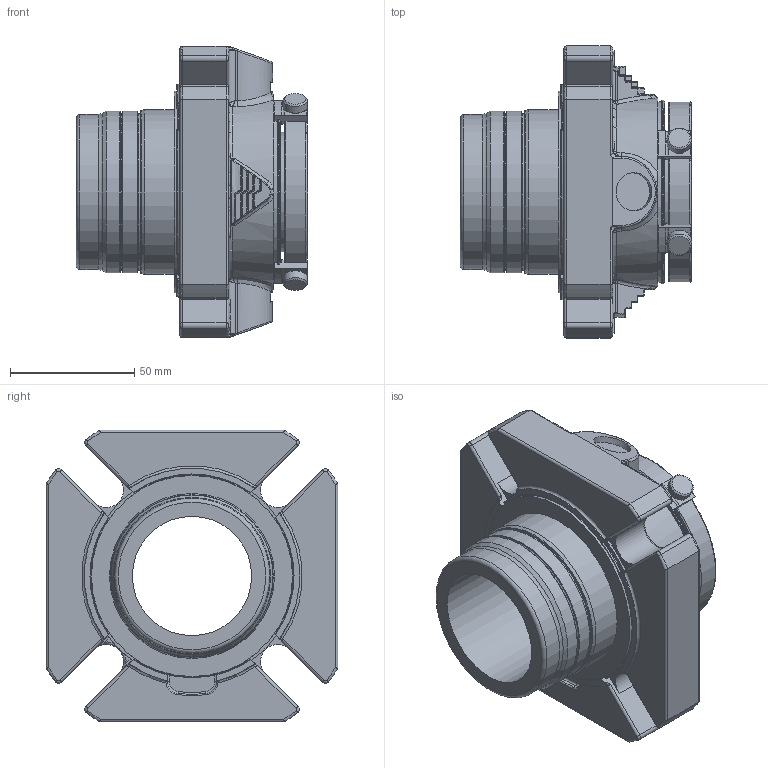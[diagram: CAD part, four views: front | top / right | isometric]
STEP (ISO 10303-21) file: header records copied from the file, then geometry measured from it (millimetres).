
FILE_DESCRIPTION(/* description */ ('Unknown'),/* implementation_level */ '2;1');
FILE_NAME(/* name */ '48mm - STEP',/* time_stamp */ '2023-01-26T15:25:06+00:00',/* author */ ('Unknown'),/* organization */ ('Unknown'),/* preprocessor_version */ 'ST-DEVELOPER v16.7',/* originating_system */ 'Solid Edge',/* authorisation */ 'Unknown');
FILE_SCHEMA (('AUTOMOTIVE_DESIGN {1 0 10303 214 3 1 1}'));
Length unit declared in the file: millimetre
Products named in the file (1): 48mm
Bounding box: 93.24 x 117.45 x 117.45 mm (x, y, z)
Volume: 355155.4 mm3; surface area: 73439 mm2
Topology: 1 solids, 1 shells, 1041 faces, 2747 edges, 1711 vertices
Faces by surface type: cylinder 326, plane 325, bspline 225, torus 109, cone 40, sphere 16
Full cylindrical faces by diameter (mm): 4.837 x2, 9.89 x4, 15.342 x2, 48.006 x1, 48.108 x1, 50.775 x1, 62.459 x1, 63.119 x2, 65.1 x1, 65.202 x1, 66.396 x1, 72.517 x2, 74.041 x1, 78.105 x1, 81 x1, 81.051 x1, 81.458 x1, 81.712 x1
Entity records: 35356 total; most frequent: CARTESIAN_POINT 11384, ORIENTED_EDGE 5294, DIRECTION 4530, EDGE_CURVE 2647, VERTEX_POINT 1692, AXIS2_PLACEMENT_3D 1675, LINE 1180, VECTOR 1180
